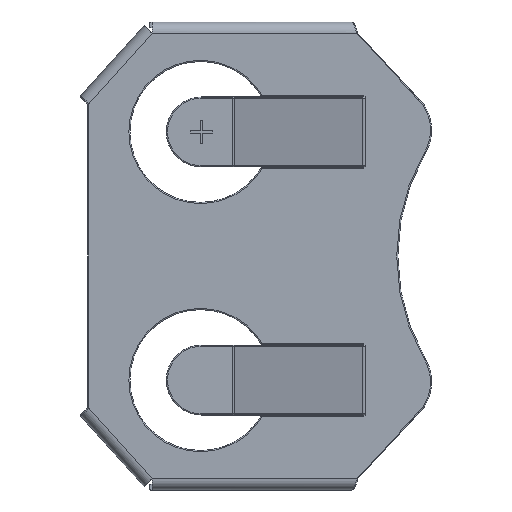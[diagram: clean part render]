
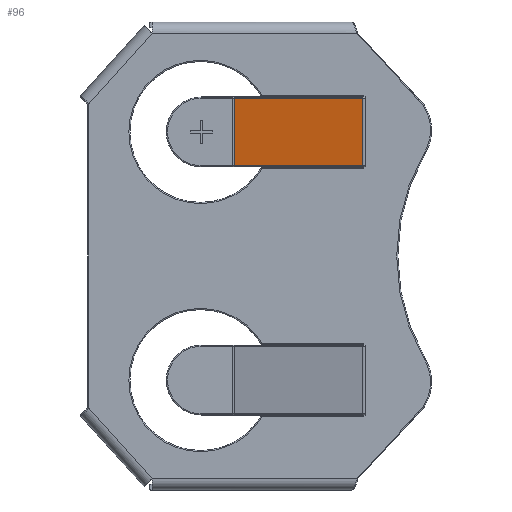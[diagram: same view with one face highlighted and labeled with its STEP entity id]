
A CAD part, front view. The second image highlights one B-rep face of the part: STEP entity #96.
In plain terms, the highlighted planar face has unit normal (-0.259, -0.966, 0).
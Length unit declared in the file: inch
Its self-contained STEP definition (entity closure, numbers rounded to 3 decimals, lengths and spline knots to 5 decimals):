
#96 = ADVANCED_FACE ( 'NONE', ( #10597 ), #4823, .T. ) ;
#679 = VERTEX_POINT ( 'NONE', #15352 ) ;
#1705 = VECTOR ( 'NONE', #18216, 39.37008 ) ;
#1717 = VECTOR ( 'NONE', #3631, 39.37008 ) ;
#1760 = VECTOR ( 'NONE', #2248, 39.37008 ) ;
#1977 = DIRECTION ( 'NONE',  ( -0.966, 0.259, 0. ) ) ;
#2177 = LINE ( 'NONE', #18512, #1717 ) ;
#2248 = DIRECTION ( 'NONE',  ( 0.966, -0.259, 0. ) ) ;
#2630 = LINE ( 'NONE', #4770, #1705 ) ;
#2970 = EDGE_LOOP ( 'NONE', ( #17298, #8625, #5528, #15445 ) ) ;
#3631 = DIRECTION ( 'NONE',  ( 0., 0., -1. ) ) ;
#4770 = CARTESIAN_POINT ( 'NONE',  ( 0.18246, 0.00068, 0.22 ) ) ;
#4785 = EDGE_CURVE ( 'NONE', #15407, #679, #2630, .T. ) ;
#4823 = PLANE ( 'NONE',  #10442 ) ;
#5528 = ORIENTED_EDGE ( 'NONE', *, *, #5951, .F. ) ;
#5687 = CARTESIAN_POINT ( 'NONE',  ( -0.04555, 0.06178, 0.28 ) ) ;
#5951 = EDGE_CURVE ( 'NONE', #10317, #15407, #6171, .T. ) ;
#6171 = LINE ( 'NONE', #12642, #1760 ) ;
#7631 = CARTESIAN_POINT ( 'NONE',  ( 0.06964, 0.03091, 0.22 ) ) ;
#8625 = ORIENTED_EDGE ( 'NONE', *, *, #4785, .F. ) ;
#9743 = CARTESIAN_POINT ( 'NONE',  ( -0.04555, 0.06178, 0.16 ) ) ;
#9833 = CARTESIAN_POINT ( 'NONE',  ( 0.18246, 0.00068, 0.28 ) ) ;
#10317 = VERTEX_POINT ( 'NONE', #5687 ) ;
#10442 = AXIS2_PLACEMENT_3D ( 'NONE', #7631, #13620, #1977 ) ;
#10597 = FACE_OUTER_BOUND ( 'NONE', #2970, .T. ) ;
#10678 = VERTEX_POINT ( 'NONE', #9743 ) ;
#10775 = LINE ( 'NONE', #12611, #14769 ) ;
#12611 = CARTESIAN_POINT ( 'NONE',  ( 0.12605, 0.0158, 0.16 ) ) ;
#12642 = CARTESIAN_POINT ( 'NONE',  ( 0.12605, 0.0158, 0.28 ) ) ;
#13620 = DIRECTION ( 'NONE',  ( -0.259, -0.966, 0. ) ) ;
#14138 = DIRECTION ( 'NONE',  ( -0.966, 0.259, 0. ) ) ;
#14769 = VECTOR ( 'NONE', #14138, 39.37008 ) ;
#15352 = CARTESIAN_POINT ( 'NONE',  ( 0.18246, 0.00068, 0.16 ) ) ;
#15407 = VERTEX_POINT ( 'NONE', #9833 ) ;
#15445 = ORIENTED_EDGE ( 'NONE', *, *, #17389, .T. ) ;
#17298 = ORIENTED_EDGE ( 'NONE', *, *, #18496, .F. ) ;
#17389 = EDGE_CURVE ( 'NONE', #10317, #10678, #2177, .T. ) ;
#18216 = DIRECTION ( 'NONE',  ( 0., 0., -1. ) ) ;
#18496 = EDGE_CURVE ( 'NONE', #679, #10678, #10775, .T. ) ;
#18512 = CARTESIAN_POINT ( 'NONE',  ( -0.04555, 0.06178, 0.251 ) ) ;
